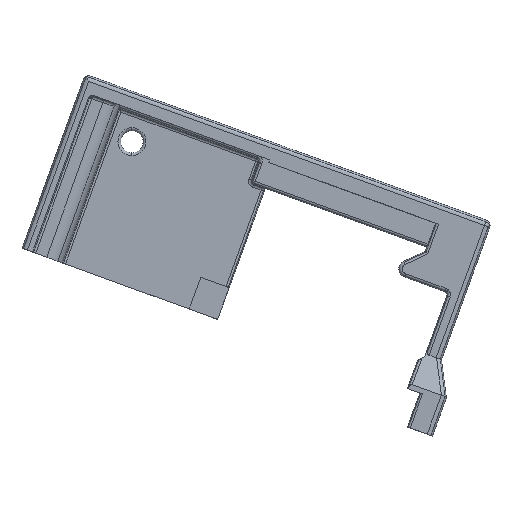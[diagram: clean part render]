
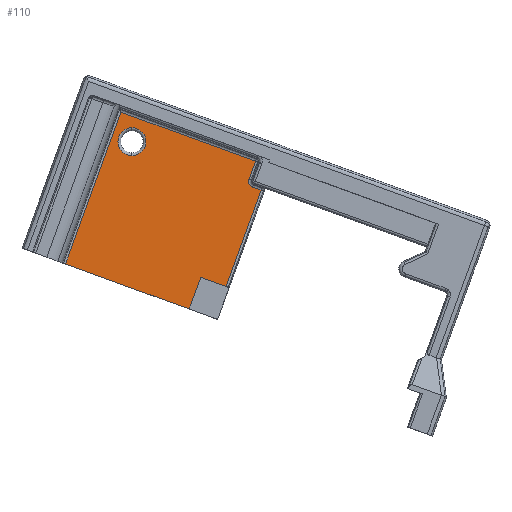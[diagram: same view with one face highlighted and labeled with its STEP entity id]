
A CAD part, left-side view. The second image highlights one B-rep face of the part: STEP entity #110.
In plain terms, the highlighted planar face has unit normal (-1, 0, 0).
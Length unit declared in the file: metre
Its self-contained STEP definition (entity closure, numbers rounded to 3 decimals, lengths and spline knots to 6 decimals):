
#110=ADVANCED_FACE('0:37361',(#352,#353),#354,.T.);
#352=FACE_OUTER_BOUND('',#721,.T.);
#353=FACE_BOUND('',#722,.T.);
#354=PLANE('',#723);
#721=EDGE_LOOP('',(#1585,#1586,#1587,#1588,#1589,#1590,#1591,#1592,#1593));
#722=EDGE_LOOP('',(#1594,#1595,#1596));
#723=AXIS2_PLACEMENT_3D('',#1597,#1598,#1599);
#1585=ORIENTED_EDGE('',*,*,#2850,.F.);
#1586=ORIENTED_EDGE('',*,*,#2883,.F.);
#1587=ORIENTED_EDGE('',*,*,#2884,.T.);
#1588=ORIENTED_EDGE('',*,*,#2885,.T.);
#1589=ORIENTED_EDGE('',*,*,#2799,.F.);
#1590=ORIENTED_EDGE('',*,*,#2886,.F.);
#1591=ORIENTED_EDGE('',*,*,#2887,.F.);
#1592=ORIENTED_EDGE('',*,*,#2888,.F.);
#1593=ORIENTED_EDGE('',*,*,#2889,.F.);
#1594=ORIENTED_EDGE('',*,*,#2879,.F.);
#1595=ORIENTED_EDGE('',*,*,#2878,.F.);
#1596=ORIENTED_EDGE('',*,*,#2882,.F.);
#1597=CARTESIAN_POINT('',(0.010804,-0.033998,0.021827));
#1598=DIRECTION('',(-1.0,0.,0.));
#1599=DIRECTION('',(0.,0.0,1.0));
#2799=EDGE_CURVE('0:37877',#3413,#3415,#3416,.T.);
#2850=EDGE_CURVE('0:37892',#3508,#3510,#3511,.T.);
#2878=EDGE_CURVE('0:37862',#3560,#3562,#3563,.T.);
#2879=EDGE_CURVE('0:37862',#3562,#3564,#3565,.T.);
#2882=EDGE_CURVE('0:37862',#3564,#3560,#3568,.T.);
#2883=EDGE_CURVE('0:37868',#3569,#3508,#3570,.T.);
#2884=EDGE_CURVE('0:37871',#3569,#3571,#3572,.T.);
#2885=EDGE_CURVE('0:37874',#3571,#3415,#3573,.T.);
#2886=EDGE_CURVE('0:37880',#3574,#3413,#3575,.T.);
#2887=EDGE_CURVE('0:37883',#3576,#3574,#3577,.T.);
#2888=EDGE_CURVE('0:37886',#3578,#3576,#3579,.T.);
#2889=EDGE_CURVE('0:37889',#3510,#3578,#3580,.T.);
#3413=VERTEX_POINT('',#4403);
#3415=VERTEX_POINT('',#4405);
#3416=LINE('',#4406,#4407);
#3508=VERTEX_POINT('',#4548);
#3510=VERTEX_POINT('',#4550);
#3511=LINE('',#4551,#4552);
#3560=VERTEX_POINT('',#4612);
#3562=VERTEX_POINT('',#4614);
#3563=CIRCLE('',#4615,0.0025);
#3564=VERTEX_POINT('',#4616);
#3565=CIRCLE('',#4617,0.0025);
#3568=CIRCLE('',#4620,0.0025);
#3569=VERTEX_POINT('',#4621);
#3570=LINE('',#4622,#4623);
#3571=VERTEX_POINT('',#4624);
#3572=LINE('',#4625,#4626);
#3573=LINE('',#4627,#4628);
#3574=VERTEX_POINT('',#4629);
#3575=LINE('',#4630,#4631);
#3576=VERTEX_POINT('',#4632);
#3577=CIRCLE('',#4633,0.0011);
#3578=VERTEX_POINT('',#4634);
#3579=LINE('',#4635,#4636);
#3580=LINE('',#4637,#4638);
#4403=CARTESIAN_POINT('',(0.010804,-0.034525,0.015527));
#4405=CARTESIAN_POINT('',(0.010804,-0.028245,-0.001726));
#4406=CARTESIAN_POINT('',(0.010804,-0.035524,0.018271));
#4407=VECTOR('',#5516,1.);
#4548=CARTESIAN_POINT('',(0.010804,0.000523,0.002276));
#4550=CARTESIAN_POINT('',(0.010804,-0.009388,0.029508));
#4551=CARTESIAN_POINT('',(0.010804,-0.009799,0.030635));
#4552=VECTOR('',#5611,1.0);
#4612=CARTESIAN_POINT('',(0.010804,-0.011383,0.026704));
#4614=CARTESIAN_POINT('',(0.010804,-0.008883,0.024204));
#4615=AXIS2_PLACEMENT_3D('',#5671,#5672,#5673);
#4616=CARTESIAN_POINT('',(0.010804,-0.011383,0.021704));
#4617=AXIS2_PLACEMENT_3D('',#5674,#5675,#5676);
#4620=AXIS2_PLACEMENT_3D('',#5683,#5684,#5685);
#4621=CARTESIAN_POINT('',(0.010804,-0.021656,-0.005797));
#4622=CARTESIAN_POINT('',(0.010804,-0.015547,-0.003573));
#4623=VECTOR('',#5686,1.0);
#4624=CARTESIAN_POINT('',(0.010804,-0.023735,-0.000084));
#4625=CARTESIAN_POINT('',(0.010804,-0.027336,0.009811));
#4626=VECTOR('',#5687,1.);
#4627=CARTESIAN_POINT('',(0.010804,-0.025873,-0.000862));
#4628=VECTOR('',#5688,1.0);
#4629=CARTESIAN_POINT('',(0.010804,-0.033021,0.016075));
#4630=CARTESIAN_POINT('',(0.010804,-0.047187,0.010919));
#4631=VECTOR('',#5689,1.);
#4632=CARTESIAN_POINT('',(0.010804,-0.032364,0.017484));
#4633=AXIS2_PLACEMENT_3D('',#5690,#5691,#5692);
#4634=CARTESIAN_POINT('',(0.010804,-0.033541,0.020717));
#4635=CARTESIAN_POINT('',(0.010804,-0.033848,0.021563));
#4636=VECTOR('',#5693,1.);
#4637=CARTESIAN_POINT('',(0.010804,-0.036006,0.019819));
#4638=VECTOR('',#5694,1.);
#5516=DIRECTION('',(0.,0.342,-0.94));
#5611=DIRECTION('',(0.,-0.342,0.94));
#5671=CARTESIAN_POINT('',(0.010804,-0.011383,0.024204));
#5672=DIRECTION('',(-1.0,0.,0.));
#5673=DIRECTION('',(0.,-1.0,0.));
#5674=CARTESIAN_POINT('',(0.010804,-0.011383,0.024204));
#5675=DIRECTION('',(-1.0,0.,0.));
#5676=DIRECTION('',(0.,-1.0,0.));
#5683=CARTESIAN_POINT('',(0.010804,-0.011383,0.024204));
#5684=DIRECTION('',(-1.0,0.,0.));
#5685=DIRECTION('',(0.,-1.0,0.));
#5686=DIRECTION('',(0.,0.94,0.342));
#5687=DIRECTION('',(0.,-0.342,0.94));
#5688=DIRECTION('',(0.,-0.94,-0.342));
#5689=DIRECTION('',(0.,-0.94,-0.342));
#5690=CARTESIAN_POINT('',(0.010804,-0.033398,0.017108));
#5691=DIRECTION('',(-1.0,0.,0.));
#5692=DIRECTION('',(0.,0.906,-0.423));
#5693=DIRECTION('',(0.,0.342,-0.94));
#5694=DIRECTION('',(0.,-0.94,-0.342));
